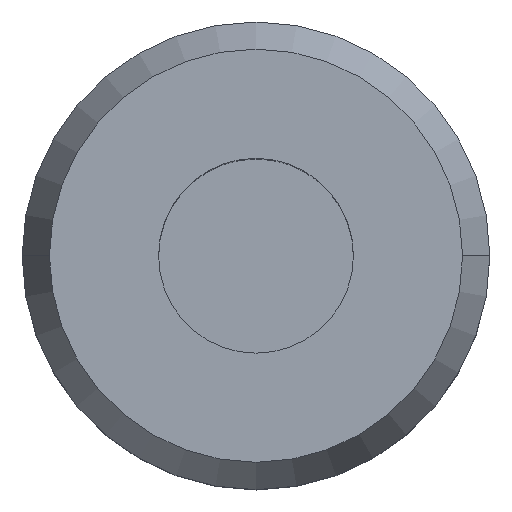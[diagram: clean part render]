
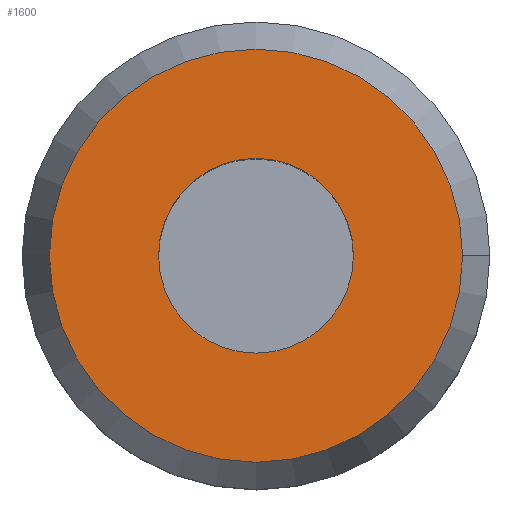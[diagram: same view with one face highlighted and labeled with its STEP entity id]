
A CAD part, top view. The second image highlights one B-rep face of the part: STEP entity #1600.
In plain terms, the highlighted planar face has unit normal (0, 0, 1).
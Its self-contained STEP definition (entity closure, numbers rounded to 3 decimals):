
#2 = CARTESIAN_POINT ( 'NONE',  ( 0., 0., 70. ) ) ;
#11 = CARTESIAN_POINT ( 'NONE',  ( 26.5, 0., 70. ) ) ;
#110 = ORIENTED_EDGE ( 'NONE', *, *, #367, .T. ) ;
#150 = PLANE ( 'NONE',  #631 ) ;
#187 = CARTESIAN_POINT ( 'NONE',  ( -26.5, 0., 70. ) ) ;
#264 = EDGE_CURVE ( 'NONE', #1035, #617, #1189, .T. ) ;
#359 = AXIS2_PLACEMENT_3D ( 'NONE', #457, #1560, #1473 ) ;
#367 = EDGE_CURVE ( 'NONE', #549, #400, #1122, .T. ) ;
#368 = DIRECTION ( 'NONE',  ( -1., 0., 0. ) ) ;
#373 = CARTESIAN_POINT ( 'NONE',  ( 12.5, 0., 70. ) ) ;
#374 = EDGE_LOOP ( 'NONE', ( #1278, #1057 ) ) ;
#391 = CARTESIAN_POINT ( 'NONE',  ( 0., 0., 70. ) ) ;
#400 = VERTEX_POINT ( 'NONE', #890 ) ;
#417 = DIRECTION ( 'NONE',  ( -1., 0., 0. ) ) ;
#443 = CARTESIAN_POINT ( 'NONE',  ( 0., 26.5, 70. ) ) ;
#457 = CARTESIAN_POINT ( 'NONE',  ( 0., 0., 70. ) ) ;
#549 = VERTEX_POINT ( 'NONE', #373 ) ;
#617 = VERTEX_POINT ( 'NONE', #187 ) ;
#631 = AXIS2_PLACEMENT_3D ( 'NONE', #443, #870, #1483 ) ;
#638 = AXIS2_PLACEMENT_3D ( 'NONE', #2, #1076, #368 ) ;
#682 = DIRECTION ( 'NONE',  ( -1., 0., 0. ) ) ;
#741 = FACE_BOUND ( 'NONE', #1667, .T. ) ;
#798 = AXIS2_PLACEMENT_3D ( 'NONE', #391, #1196, #417 ) ;
#870 = DIRECTION ( 'NONE',  ( 0., 0., 1. ) ) ;
#890 = CARTESIAN_POINT ( 'NONE',  ( -12.5, 0., 70. ) ) ;
#1028 = ORIENTED_EDGE ( 'NONE', *, *, #1536, .T. ) ;
#1035 = VERTEX_POINT ( 'NONE', #11 ) ;
#1057 = ORIENTED_EDGE ( 'NONE', *, *, #264, .F. ) ;
#1069 = CARTESIAN_POINT ( 'NONE',  ( 0., 0., 70. ) ) ;
#1070 = FACE_OUTER_BOUND ( 'NONE', #374, .T. ) ;
#1076 = DIRECTION ( 'NONE',  ( 0., 0., -1. ) ) ;
#1077 = CIRCLE ( 'NONE', #359, 26.5 ) ;
#1122 = CIRCLE ( 'NONE', #638, 12.5 ) ;
#1182 = EDGE_CURVE ( 'NONE', #617, #1035, #1077, .T. ) ;
#1189 = CIRCLE ( 'NONE', #1347, 26.5 ) ;
#1196 = DIRECTION ( 'NONE',  ( 0., 0., -1. ) ) ;
#1278 = ORIENTED_EDGE ( 'NONE', *, *, #1182, .F. ) ;
#1318 = DIRECTION ( 'NONE',  ( 0., 0., -1. ) ) ;
#1347 = AXIS2_PLACEMENT_3D ( 'NONE', #1069, #1318, #682 ) ;
#1430 = CIRCLE ( 'NONE', #798, 12.5 ) ;
#1473 = DIRECTION ( 'NONE',  ( -1., 0., 0. ) ) ;
#1483 = DIRECTION ( 'NONE',  ( 1., 0., 0. ) ) ;
#1536 = EDGE_CURVE ( 'NONE', #400, #549, #1430, .T. ) ;
#1560 = DIRECTION ( 'NONE',  ( 0., 0., -1. ) ) ;
#1600 = ADVANCED_FACE ( 'NONE', ( #741, #1070 ), #150, .T. ) ;
#1667 = EDGE_LOOP ( 'NONE', ( #1028, #110 ) ) ;
